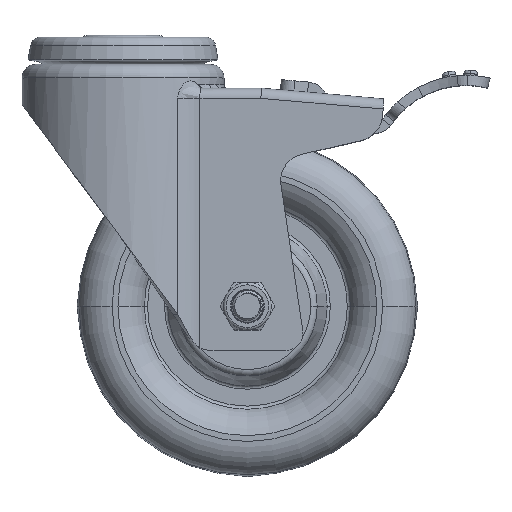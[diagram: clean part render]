
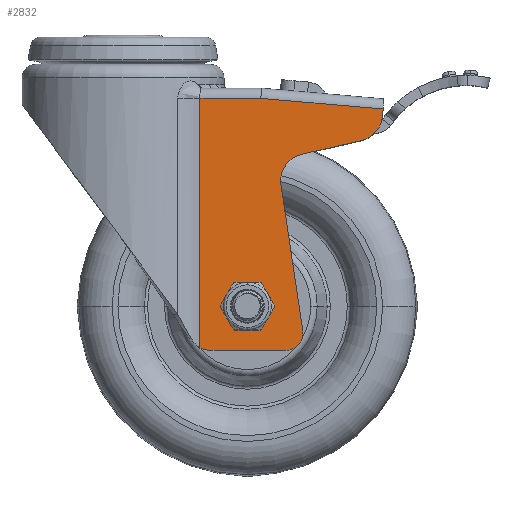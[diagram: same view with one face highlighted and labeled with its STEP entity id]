
A CAD part, top view. The second image highlights one B-rep face of the part: STEP entity #2832.
In plain terms, the highlighted planar face has unit normal (0, 0, 1).
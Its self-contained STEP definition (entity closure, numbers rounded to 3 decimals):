
#707=CARTESIAN_POINT('',(26.105,-87.8,23.));
#708=DIRECTION('',(0.,0.,1.));
#709=DIRECTION('',(-0.441,-0.898,0.));
#710=AXIS2_PLACEMENT_3D('',#707,#708,#709);
#712=DIRECTION('',(0.,-1.,0.));
#713=VECTOR('',#712,73.182);
#714=CARTESIAN_POINT('',(22.58,-21.8,23.));
#715=LINE('',#714,#713);
#716=DIRECTION('',(-1.,0.,0.));
#717=VECTOR('',#716,17.889);
#718=CARTESIAN_POINT('',(40.469,-21.8,23.));
#719=LINE('',#718,#717);
#720=DIRECTION('',(-0.996,0.087,0.));
#721=VECTOR('',#720,36.);
#722=CARTESIAN_POINT('',(76.332,-24.938,23.));
#723=LINE('',#722,#721);
#724=DIRECTION('',(-0.087,-0.996,0.));
#725=VECTOR('',#724,2.157);
#726=CARTESIAN_POINT('',(76.332,-24.938,23.));
#727=LINE('',#726,#725);
#728=CARTESIAN_POINT('',(68.174,-26.389,23.));
#729=DIRECTION('',(0.,0.,1.));
#730=DIRECTION('',(0.225,-0.974,0.));
#731=AXIS2_PLACEMENT_3D('',#728,#729,#730);
#733=DIRECTION('',(-0.974,-0.225,0.));
#734=VECTOR('',#733,17.979);
#735=CARTESIAN_POINT('',(69.974,-34.184,23.));
#736=LINE('',#735,#734);
#737=CARTESIAN_POINT('',(54.255,-46.024,23.));
#738=DIRECTION('',(0.,0.,1.));
#739=DIRECTION('',(-0.225,0.974,0.));
#740=AXIS2_PLACEMENT_3D('',#737,#738,#739);
#742=DIRECTION('',(0.148,-0.989,0.));
#743=VECTOR('',#742,43.33);
#744=CARTESIAN_POINT('',(46.343,-47.207,23.));
#745=LINE('',#744,#743);
#746=CARTESIAN_POINT('',(47.808,-90.8,23.));
#747=DIRECTION('',(0.,0.,1.));
#748=DIRECTION('',(0.,-1.,0.));
#749=AXIS2_PLACEMENT_3D('',#746,#747,#748);
#751=DIRECTION('',(1.,0.,0.));
#752=VECTOR('',#751,21.703);
#753=CARTESIAN_POINT('',(26.105,-95.8,23.));
#754=LINE('',#753,#752);
#755=CARTESIAN_POINT('',(36.5,-82.8,23.));
#756=DIRECTION('',(0.,0.,1.));
#757=DIRECTION('',(1.,0.,0.));
#758=AXIS2_PLACEMENT_3D('',#755,#756,#757);
#760=CARTESIAN_POINT('',(36.5,-82.8,23.));
#761=DIRECTION('',(0.,0.,1.));
#762=DIRECTION('',(-1.,0.,0.));
#763=AXIS2_PLACEMENT_3D('',#760,#761,#762);
#1395=CARTESIAN_POINT('',(40.469,-21.8,23.));
#1396=CARTESIAN_POINT('',(22.58,-21.8,23.));
#1397=VERTEX_POINT('',#1395);
#1398=VERTEX_POINT('',#1396);
#1441=CARTESIAN_POINT('',(76.332,-24.938,23.));
#1442=VERTEX_POINT('',#1441);
#1460=CARTESIAN_POINT('',(22.58,-94.982,23.));
#1461=CARTESIAN_POINT('',(26.105,-95.8,23.));
#1462=VERTEX_POINT('',#1460);
#1463=VERTEX_POINT('',#1461);
#1527=CARTESIAN_POINT('',(76.144,-27.087,23.));
#1528=VERTEX_POINT('',#1527);
#1529=CARTESIAN_POINT('',(69.974,-34.184,23.));
#1530=VERTEX_POINT('',#1529);
#1531=CARTESIAN_POINT('',(52.456,-38.229,23.));
#1532=VERTEX_POINT('',#1531);
#1533=CARTESIAN_POINT('',(46.343,-47.207,23.));
#1534=VERTEX_POINT('',#1533);
#1535=CARTESIAN_POINT('',(52.753,-90.06,23.));
#1536=VERTEX_POINT('',#1535);
#1537=CARTESIAN_POINT('',(47.808,-95.8,23.));
#1538=VERTEX_POINT('',#1537);
#1567=CARTESIAN_POINT('',(41.5,-82.8,23.));
#1568=CARTESIAN_POINT('',(31.5,-82.8,23.));
#1569=VERTEX_POINT('',#1567);
#1570=VERTEX_POINT('',#1568);
#2798=CARTESIAN_POINT('',(0.,0.,23.));
#2799=DIRECTION('',(0.,0.,1.));
#2800=DIRECTION('',(1.,0.,0.));
#2801=AXIS2_PLACEMENT_3D('',#2798,#2799,#2800);
#2802=PLANE('',#2801);
#2803=ORIENTED_EDGE('',*,*,#2788,.F.);
#2805=ORIENTED_EDGE('',*,*,#2804,.F.);
#2807=ORIENTED_EDGE('',*,*,#2806,.F.);
#2809=ORIENTED_EDGE('',*,*,#2808,.F.);
#2811=ORIENTED_EDGE('',*,*,#2810,.T.);
#2813=ORIENTED_EDGE('',*,*,#2812,.F.);
#2815=ORIENTED_EDGE('',*,*,#2814,.T.);
#2817=ORIENTED_EDGE('',*,*,#2816,.T.);
#2819=ORIENTED_EDGE('',*,*,#2818,.T.);
#2821=ORIENTED_EDGE('',*,*,#2820,.F.);
#2823=ORIENTED_EDGE('',*,*,#2822,.F.);
#2824=EDGE_LOOP('',(#2803,#2805,#2807,#2809,#2811,#2813,#2815,#2817,#2819,#2821,
#2823));
#2825=FACE_OUTER_BOUND('',#2824,.F.);
#2827=ORIENTED_EDGE('',*,*,#2826,.T.);
#2829=ORIENTED_EDGE('',*,*,#2828,.T.);
#2830=EDGE_LOOP('',(#2827,#2829));
#2831=FACE_BOUND('',#2830,.F.);
#711=CIRCLE('',#710,8.);
#732=CIRCLE('',#731,8.);
#741=CIRCLE('',#740,8.);
#750=CIRCLE('',#749,5.);
#759=CIRCLE('',#758,5.);
#764=CIRCLE('',#763,5.);
#2788=EDGE_CURVE('',#1462,#1463,#711,.T.);
#2804=EDGE_CURVE('',#1398,#1462,#715,.T.);
#2806=EDGE_CURVE('',#1397,#1398,#719,.T.);
#2808=EDGE_CURVE('',#1442,#1397,#723,.T.);
#2810=EDGE_CURVE('',#1442,#1528,#727,.T.);
#2812=EDGE_CURVE('',#1530,#1528,#732,.T.);
#2814=EDGE_CURVE('',#1530,#1532,#736,.T.);
#2816=EDGE_CURVE('',#1532,#1534,#741,.T.);
#2818=EDGE_CURVE('',#1534,#1536,#745,.T.);
#2820=EDGE_CURVE('',#1538,#1536,#750,.T.);
#2822=EDGE_CURVE('',#1463,#1538,#754,.T.);
#2826=EDGE_CURVE('',#1569,#1570,#759,.T.);
#2828=EDGE_CURVE('',#1570,#1569,#764,.T.);
#2832=ADVANCED_FACE('',(#2825,#2831),#2802,.T.);
